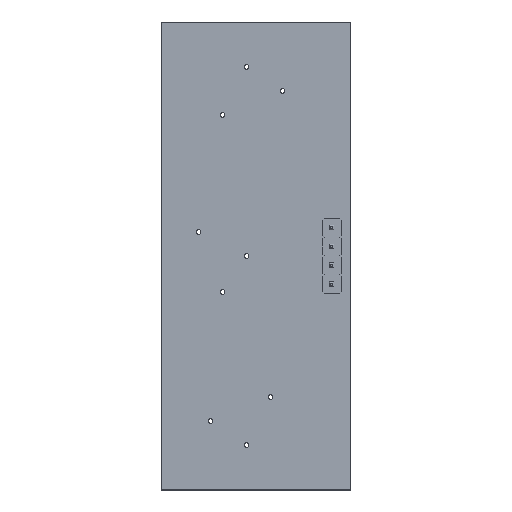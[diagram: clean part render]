
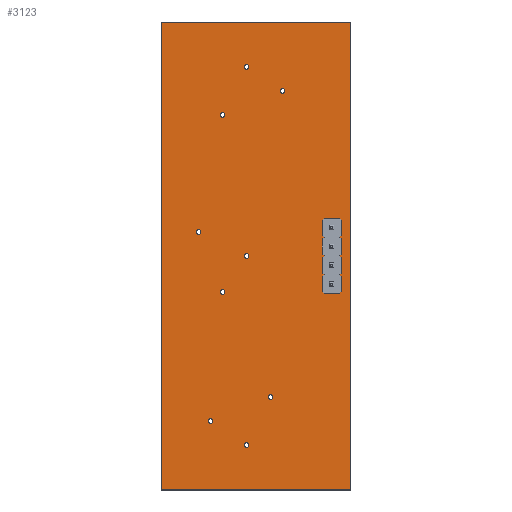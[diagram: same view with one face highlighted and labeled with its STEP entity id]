
A CAD part, top view. The second image highlights one B-rep face of the part: STEP entity #3123.
In plain terms, the highlighted planar face has unit normal (0, 0, 1).
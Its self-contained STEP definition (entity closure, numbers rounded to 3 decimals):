
#2868 = VERTEX_POINT('',#2869);
#2869 = CARTESIAN_POINT('',(112.,-87.75,1.6));
#2875 = EDGE_CURVE('',#2868,#2876,#2878,.T.);
#2876 = VERTEX_POINT('',#2877);
#2877 = CARTESIAN_POINT('',(92.,-87.75,1.6));
#2878 = LINE('',#2879,#2880);
#2879 = CARTESIAN_POINT('',(112.,-87.75,1.6));
#2880 = VECTOR('',#2881,1.);
#2881 = DIRECTION('',(-1.,0.,0.));
#2908 = VERTEX_POINT('',#2909);
#2909 = CARTESIAN_POINT('',(112.,-38.25,1.6));
#2915 = EDGE_CURVE('',#2908,#2868,#2916,.T.);
#2916 = LINE('',#2917,#2918);
#2917 = CARTESIAN_POINT('',(112.,-38.25,1.6));
#2918 = VECTOR('',#2919,1.);
#2919 = DIRECTION('',(0.,-1.,0.));
#2937 = EDGE_CURVE('',#2876,#2938,#2940,.T.);
#2938 = VERTEX_POINT('',#2939);
#2939 = CARTESIAN_POINT('',(92.,-38.25,1.6));
#2940 = LINE('',#2941,#2942);
#2941 = CARTESIAN_POINT('',(92.,-87.75,1.6));
#2942 = VECTOR('',#2943,1.);
#2943 = DIRECTION('',(0.,1.,0.));
#3123 = ADVANCED_FACE('',(#3124,#3135,#3146,#3157,#3168,#3179,#3190,
    #3201,#3212,#3223,#3234,#3245,#3256,#3267),#3278,.F.);
#3124 = FACE_BOUND('',#3125,.F.);
#3125 = EDGE_LOOP('',(#3126,#3127,#3128,#3134));
#3126 = ORIENTED_EDGE('',*,*,#2875,.T.);
#3127 = ORIENTED_EDGE('',*,*,#2937,.T.);
#3128 = ORIENTED_EDGE('',*,*,#3129,.T.);
#3129 = EDGE_CURVE('',#2938,#2908,#3130,.T.);
#3130 = LINE('',#3131,#3132);
#3131 = CARTESIAN_POINT('',(92.,-38.25,1.6));
#3132 = VECTOR('',#3133,1.);
#3133 = DIRECTION('',(1.,0.,0.));
#3134 = ORIENTED_EDGE('',*,*,#2915,.T.);
#3135 = FACE_BOUND('',#3136,.F.);
#3136 = EDGE_LOOP('',(#3137));
#3137 = ORIENTED_EDGE('',*,*,#3138,.F.);
#3138 = EDGE_CURVE('',#3139,#3139,#3141,.T.);
#3139 = VERTEX_POINT('',#3140);
#3140 = CARTESIAN_POINT('',(103.54,-78.17,1.6));
#3141 = CIRCLE('',#3142,0.25);
#3142 = AXIS2_PLACEMENT_3D('',#3143,#3144,#3145);
#3143 = CARTESIAN_POINT('',(103.54,-77.92,1.6));
#3144 = DIRECTION('',(-0.,0.,-1.));
#3145 = DIRECTION('',(-0.,-1.,0.));
#3146 = FACE_BOUND('',#3147,.F.);
#3147 = EDGE_LOOP('',(#3148));
#3148 = ORIENTED_EDGE('',*,*,#3149,.F.);
#3149 = EDGE_CURVE('',#3150,#3150,#3152,.T.);
#3150 = VERTEX_POINT('',#3151);
#3151 = CARTESIAN_POINT('',(110.,-66.4,1.6));
#3152 = CIRCLE('',#3153,0.4);
#3153 = AXIS2_PLACEMENT_3D('',#3154,#3155,#3156);
#3154 = CARTESIAN_POINT('',(110.,-66.,1.6));
#3155 = DIRECTION('',(-0.,0.,-1.));
#3156 = DIRECTION('',(-0.,-1.,0.));
#3157 = FACE_BOUND('',#3158,.F.);
#3158 = EDGE_LOOP('',(#3159));
#3159 = ORIENTED_EDGE('',*,*,#3160,.F.);
#3160 = EDGE_CURVE('',#3161,#3161,#3163,.T.);
#3161 = VERTEX_POINT('',#3162);
#3162 = CARTESIAN_POINT('',(110.,-64.4,1.6));
#3163 = CIRCLE('',#3164,0.4);
#3164 = AXIS2_PLACEMENT_3D('',#3165,#3166,#3167);
#3165 = CARTESIAN_POINT('',(110.,-64.,1.6));
#3166 = DIRECTION('',(-0.,0.,-1.));
#3167 = DIRECTION('',(-0.,-1.,0.));
#3168 = FACE_BOUND('',#3169,.F.);
#3169 = EDGE_LOOP('',(#3170));
#3170 = ORIENTED_EDGE('',*,*,#3171,.F.);
#3171 = EDGE_CURVE('',#3172,#3172,#3174,.T.);
#3172 = VERTEX_POINT('',#3173);
#3173 = CARTESIAN_POINT('',(101.,-83.25,1.6));
#3174 = CIRCLE('',#3175,0.25);
#3175 = AXIS2_PLACEMENT_3D('',#3176,#3177,#3178);
#3176 = CARTESIAN_POINT('',(101.,-83.,1.6));
#3177 = DIRECTION('',(-0.,0.,-1.));
#3178 = DIRECTION('',(-0.,-1.,0.));
#3179 = FACE_BOUND('',#3180,.F.);
#3180 = EDGE_LOOP('',(#3181));
#3181 = ORIENTED_EDGE('',*,*,#3182,.F.);
#3182 = EDGE_CURVE('',#3183,#3183,#3185,.T.);
#3183 = VERTEX_POINT('',#3184);
#3184 = CARTESIAN_POINT('',(97.19,-80.71,1.6));
#3185 = CIRCLE('',#3186,0.25);
#3186 = AXIS2_PLACEMENT_3D('',#3187,#3188,#3189);
#3187 = CARTESIAN_POINT('',(97.19,-80.46,1.6));
#3188 = DIRECTION('',(-0.,0.,-1.));
#3189 = DIRECTION('',(-0.,-1.,0.));
#3190 = FACE_BOUND('',#3191,.F.);
#3191 = EDGE_LOOP('',(#3192));
#3192 = ORIENTED_EDGE('',*,*,#3193,.F.);
#3193 = EDGE_CURVE('',#3194,#3194,#3196,.T.);
#3194 = VERTEX_POINT('',#3195);
#3195 = CARTESIAN_POINT('',(98.46,-67.06,1.6));
#3196 = CIRCLE('',#3197,0.25);
#3197 = AXIS2_PLACEMENT_3D('',#3198,#3199,#3200);
#3198 = CARTESIAN_POINT('',(98.46,-66.81,1.6));
#3199 = DIRECTION('',(-0.,0.,-1.));
#3200 = DIRECTION('',(-0.,-1.,0.));
#3201 = FACE_BOUND('',#3202,.F.);
#3202 = EDGE_LOOP('',(#3203));
#3203 = ORIENTED_EDGE('',*,*,#3204,.F.);
#3204 = EDGE_CURVE('',#3205,#3205,#3207,.T.);
#3205 = VERTEX_POINT('',#3206);
#3206 = CARTESIAN_POINT('',(110.,-62.4,1.6));
#3207 = CIRCLE('',#3208,0.4);
#3208 = AXIS2_PLACEMENT_3D('',#3209,#3210,#3211);
#3209 = CARTESIAN_POINT('',(110.,-62.,1.6));
#3210 = DIRECTION('',(-0.,0.,-1.));
#3211 = DIRECTION('',(-0.,-1.,0.));
#3212 = FACE_BOUND('',#3213,.F.);
#3213 = EDGE_LOOP('',(#3214));
#3214 = ORIENTED_EDGE('',*,*,#3215,.F.);
#3215 = EDGE_CURVE('',#3216,#3216,#3218,.T.);
#3216 = VERTEX_POINT('',#3217);
#3217 = CARTESIAN_POINT('',(110.,-60.4,1.6));
#3218 = CIRCLE('',#3219,0.4);
#3219 = AXIS2_PLACEMENT_3D('',#3220,#3221,#3222);
#3220 = CARTESIAN_POINT('',(110.,-60.,1.6));
#3221 = DIRECTION('',(-0.,0.,-1.));
#3222 = DIRECTION('',(-0.,-1.,0.));
#3223 = FACE_BOUND('',#3224,.F.);
#3224 = EDGE_LOOP('',(#3225));
#3225 = ORIENTED_EDGE('',*,*,#3226,.F.);
#3226 = EDGE_CURVE('',#3227,#3227,#3229,.T.);
#3227 = VERTEX_POINT('',#3228);
#3228 = CARTESIAN_POINT('',(104.81,-45.79,1.6));
#3229 = CIRCLE('',#3230,0.25);
#3230 = AXIS2_PLACEMENT_3D('',#3231,#3232,#3233);
#3231 = CARTESIAN_POINT('',(104.81,-45.54,1.6));
#3232 = DIRECTION('',(-0.,0.,-1.));
#3233 = DIRECTION('',(-0.,-1.,0.));
#3234 = FACE_BOUND('',#3235,.F.);
#3235 = EDGE_LOOP('',(#3236));
#3236 = ORIENTED_EDGE('',*,*,#3237,.F.);
#3237 = EDGE_CURVE('',#3238,#3238,#3240,.T.);
#3238 = VERTEX_POINT('',#3239);
#3239 = CARTESIAN_POINT('',(101.,-63.25,1.6));
#3240 = CIRCLE('',#3241,0.25);
#3241 = AXIS2_PLACEMENT_3D('',#3242,#3243,#3244);
#3242 = CARTESIAN_POINT('',(101.,-63.,1.6));
#3243 = DIRECTION('',(-0.,0.,-1.));
#3244 = DIRECTION('',(-0.,-1.,0.));
#3245 = FACE_BOUND('',#3246,.F.);
#3246 = EDGE_LOOP('',(#3247));
#3247 = ORIENTED_EDGE('',*,*,#3248,.F.);
#3248 = EDGE_CURVE('',#3249,#3249,#3251,.T.);
#3249 = VERTEX_POINT('',#3250);
#3250 = CARTESIAN_POINT('',(95.92,-60.71,1.6));
#3251 = CIRCLE('',#3252,0.25);
#3252 = AXIS2_PLACEMENT_3D('',#3253,#3254,#3255);
#3253 = CARTESIAN_POINT('',(95.92,-60.46,1.6));
#3254 = DIRECTION('',(-0.,0.,-1.));
#3255 = DIRECTION('',(-0.,-1.,0.));
#3256 = FACE_BOUND('',#3257,.F.);
#3257 = EDGE_LOOP('',(#3258));
#3258 = ORIENTED_EDGE('',*,*,#3259,.F.);
#3259 = EDGE_CURVE('',#3260,#3260,#3262,.T.);
#3260 = VERTEX_POINT('',#3261);
#3261 = CARTESIAN_POINT('',(101.,-43.25,1.6));
#3262 = CIRCLE('',#3263,0.25);
#3263 = AXIS2_PLACEMENT_3D('',#3264,#3265,#3266);
#3264 = CARTESIAN_POINT('',(101.,-43.,1.6));
#3265 = DIRECTION('',(-0.,0.,-1.));
#3266 = DIRECTION('',(-0.,-1.,0.));
#3267 = FACE_BOUND('',#3268,.F.);
#3268 = EDGE_LOOP('',(#3269));
#3269 = ORIENTED_EDGE('',*,*,#3270,.F.);
#3270 = EDGE_CURVE('',#3271,#3271,#3273,.T.);
#3271 = VERTEX_POINT('',#3272);
#3272 = CARTESIAN_POINT('',(98.46,-48.33,1.6));
#3273 = CIRCLE('',#3274,0.25);
#3274 = AXIS2_PLACEMENT_3D('',#3275,#3276,#3277);
#3275 = CARTESIAN_POINT('',(98.46,-48.08,1.6));
#3276 = DIRECTION('',(-0.,0.,-1.));
#3277 = DIRECTION('',(-0.,-1.,0.));
#3278 = PLANE('',#3279);
#3279 = AXIS2_PLACEMENT_3D('',#3280,#3281,#3282);
#3280 = CARTESIAN_POINT('',(102.,-63.,1.6));
#3281 = DIRECTION('',(-0.,-0.,-1.));
#3282 = DIRECTION('',(-1.,0.,0.));
